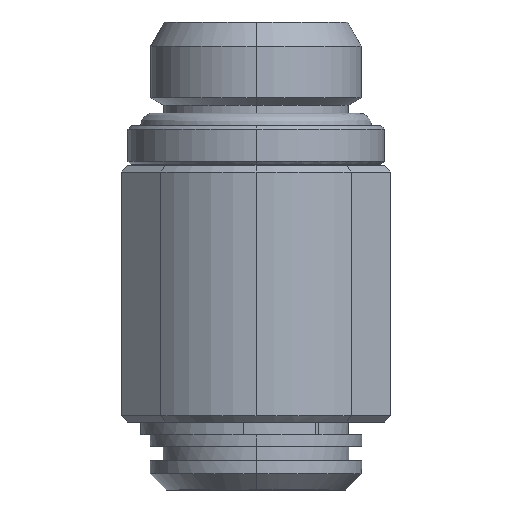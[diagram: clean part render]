
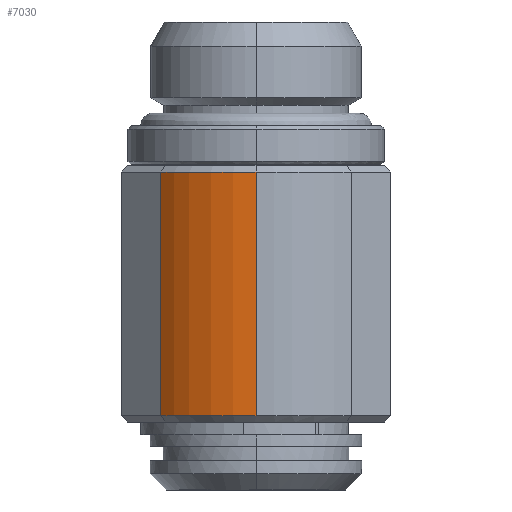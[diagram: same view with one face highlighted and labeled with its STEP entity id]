
A CAD part, left-side view. The second image highlights one B-rep face of the part: STEP entity #7030.
In plain terms, the highlighted free-form (B-spline) face has degree [1, 3] with [2, 4] control points.
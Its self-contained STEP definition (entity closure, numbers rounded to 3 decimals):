
#244 = VERTEX_POINT ( 'NONE', #8671 ) ;
#329 = VERTEX_POINT ( 'NONE', #8325 ) ;
#899 = ORIENTED_EDGE ( 'NONE', *, *, #3937, .T. ) ;
#1177 = CARTESIAN_POINT ( 'NONE',  ( 140.347, 143.891, -9.5 ) ) ;
#1207 = CARTESIAN_POINT ( 'NONE',  ( 139.267, 138.462, -9.5 ) ) ;
#1483 = VERTEX_POINT ( 'NONE', #2768 ) ;
#1598 = CARTESIAN_POINT ( 'NONE',  ( 139.267, 138.462, 9.5 ) ) ;
#1603 = ORIENTED_EDGE ( 'NONE', *, *, #5597, .F. ) ;
#1724 =( BOUNDED_SURFACE ( )  B_SPLINE_SURFACE ( 1, 3, ( 
 ( #5512, #2098, #7584, #8319 ),
 ( #2829, #4128, #3508, #7531 ) ),
 .UNSPECIFIED., .F., .F., .T. ) 
 B_SPLINE_SURFACE_WITH_KNOTS ( ( 2, 2 ),
 ( 4, 4 ),
 ( 0., 1. ),
 ( 0., 1. ),
 .UNSPECIFIED. ) 
 GEOMETRIC_REPRESENTATION_ITEM ( )  RATIONAL_B_SPLINE_SURFACE ( (
 ( 1., 0.949, 0.949, 1.),
 ( 1., 0.949, 0.949, 1.) ) ) 
 REPRESENTATION_ITEM ( '' )  SURFACE ( )  );
#1857 = CARTESIAN_POINT ( 'NONE',  ( 139.267, 141.284, -9.5 ) ) ;
#2098 = CARTESIAN_POINT ( 'NONE',  ( 139.267, 141.284, 9.5 ) ) ;
#2615 = EDGE_LOOP ( 'NONE', ( #2730, #899, #1603, #4146 ) ) ;
#2730 = ORIENTED_EDGE ( 'NONE', *, *, #6682, .T. ) ;
#2768 = CARTESIAN_POINT ( 'NONE',  ( 142.343, 145.886, 9.5 ) ) ;
#2829 = CARTESIAN_POINT ( 'NONE',  ( 139.267, 138.462, -9.5 ) ) ;
#2954 = CARTESIAN_POINT ( 'NONE',  ( 139.267, 141.284, 9.5 ) ) ;
#3508 = CARTESIAN_POINT ( 'NONE',  ( 140.347, 143.891, -9.5 ) ) ;
#3622 = CARTESIAN_POINT ( 'NONE',  ( 139.267, 138.462, -9.5 ) ) ;
#3937 = EDGE_CURVE ( 'NONE', #1483, #8409, #8374, .T. ) ;
#4128 = CARTESIAN_POINT ( 'NONE',  ( 139.267, 141.284, -9.5 ) ) ;
#4146 = ORIENTED_EDGE ( 'NONE', *, *, #4383, .F. ) ;
#4327 = CARTESIAN_POINT ( 'NONE',  ( 142.343, 145.886, 9.5 ) ) ;
#4383 = EDGE_CURVE ( 'NONE', #244, #329, #6204, .T. ) ;
#4853 =( BOUNDED_CURVE ( )  B_SPLINE_CURVE ( 3, ( #5689, #2954, #8447, #4327 ),
 .UNSPECIFIED., .F., .T. ) 
 B_SPLINE_CURVE_WITH_KNOTS ( ( 4, 4 ),
 ( -0.785, 0. ),
 .UNSPECIFIED. ) 
 CURVE ( )  GEOMETRIC_REPRESENTATION_ITEM ( )  RATIONAL_B_SPLINE_CURVE ( ( 1., 0.949, 0.949, 1. ) ) 
 REPRESENTATION_ITEM ( '' )  );
#5107 = FACE_OUTER_BOUND ( 'NONE', #2615, .T. ) ;
#5512 = CARTESIAN_POINT ( 'NONE',  ( 139.267, 138.462, 9.5 ) ) ;
#5597 = EDGE_CURVE ( 'NONE', #329, #8409, #6200, .T. ) ;
#5689 = CARTESIAN_POINT ( 'NONE',  ( 139.267, 138.462, 9.5 ) ) ;
#5954 = CARTESIAN_POINT ( 'NONE',  ( 142.343, 145.886, -9.5 ) ) ;
#6200 =( BOUNDED_CURVE ( )  B_SPLINE_CURVE ( 3, ( #1207, #1857, #1177, #5954 ),
 .UNSPECIFIED., .F., .T. ) 
 B_SPLINE_CURVE_WITH_KNOTS ( ( 4, 4 ),
 ( -0.785, 0. ),
 .UNSPECIFIED. ) 
 CURVE ( )  GEOMETRIC_REPRESENTATION_ITEM ( )  RATIONAL_B_SPLINE_CURVE ( ( 1., 0.949, 0.949, 1. ) ) 
 REPRESENTATION_ITEM ( '' )  );
#6204 = B_SPLINE_CURVE_WITH_KNOTS ( 'NONE', 1,
 ( #1598, #3622 ),
 .UNSPECIFIED., .F., .F.,
 ( 2, 2 ),
 ( -1., 0. ),
 .UNSPECIFIED. ) ;
#6311 = CARTESIAN_POINT ( 'NONE',  ( 142.343, 145.886, 9.5 ) ) ;
#6652 = CARTESIAN_POINT ( 'NONE',  ( 142.343, 145.886, -9.5 ) ) ;
#6682 = EDGE_CURVE ( 'NONE', #244, #1483, #4853, .T. ) ;
#7030 = ADVANCED_FACE ( 'NONE', ( #5107 ), #1724, .F. ) ;
#7531 = CARTESIAN_POINT ( 'NONE',  ( 142.343, 145.886, -9.5 ) ) ;
#7584 = CARTESIAN_POINT ( 'NONE',  ( 140.347, 143.891, 9.5 ) ) ;
#8319 = CARTESIAN_POINT ( 'NONE',  ( 142.343, 145.886, 9.5 ) ) ;
#8325 = CARTESIAN_POINT ( 'NONE',  ( 139.267, 138.462, -9.5 ) ) ;
#8374 = B_SPLINE_CURVE_WITH_KNOTS ( 'NONE', 1,
 ( #6311, #8392 ),
 .UNSPECIFIED., .F., .F.,
 ( 2, 2 ),
 ( -1., 0. ),
 .UNSPECIFIED. ) ;
#8392 = CARTESIAN_POINT ( 'NONE',  ( 142.343, 145.886, -9.5 ) ) ;
#8409 = VERTEX_POINT ( 'NONE', #6652 ) ;
#8447 = CARTESIAN_POINT ( 'NONE',  ( 140.347, 143.891, 9.5 ) ) ;
#8671 = CARTESIAN_POINT ( 'NONE',  ( 139.267, 138.462, 9.5 ) ) ;
